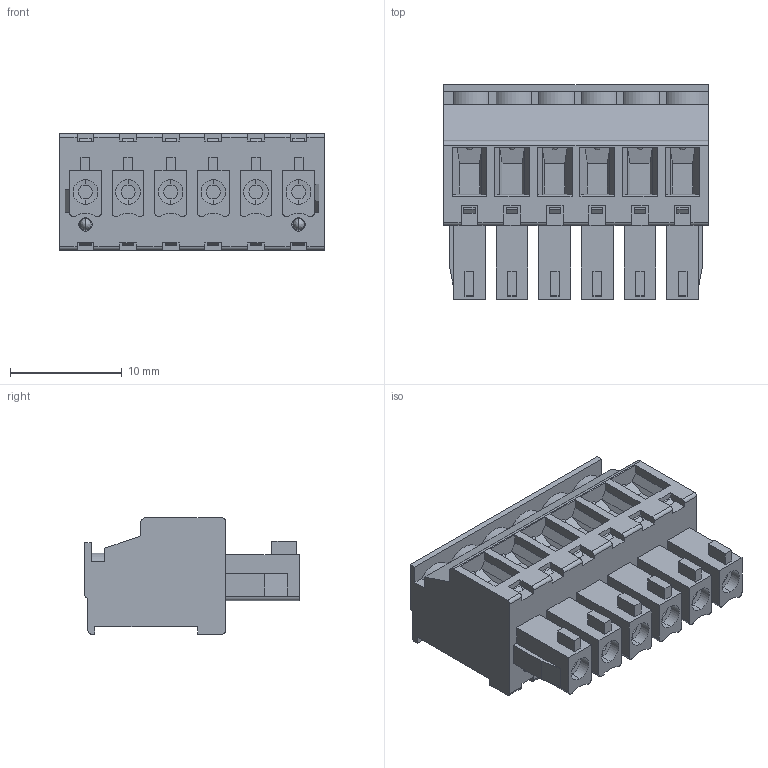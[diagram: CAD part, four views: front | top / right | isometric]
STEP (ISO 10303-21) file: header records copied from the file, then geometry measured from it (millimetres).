
FILE_DESCRIPTION((''),'2;1');
FILE_NAME('WJ15EDGKA-381-06P-00A','2017-03-15T',('QZY'),(''),'CREO PARAMETRIC BY PTC INC, 2014440','CREO PARAMETRIC BY PTC INC, 2014440','');
FILE_SCHEMA(('CONFIG_CONTROL_DESIGN'));
Length unit declared in the file: millimetre
Products named in the file (1): WJ15EDGKA-381-06P-00A
Bounding box: 23.65 x 19.2 x 10.4 mm (x, y, z)
Volume: 2863.2 mm3; surface area: 2409.4 mm2
Topology: 1 solids, 1 shells, 528 faces, 1301 edges, 823 vertices
Faces by surface type: plane 311, cylinder 123, cone 60, torus 24, sphere 6, bspline 4
Entity records: 15688 total; most frequent: CARTESIAN_POINT 2990, DIRECTION 2659, ORIENTED_EDGE 2582, EDGE_CURVE 1291, AXIS2_PLACEMENT_3D 892, VECTOR 875, LINE 875, VERTEX_POINT 823
